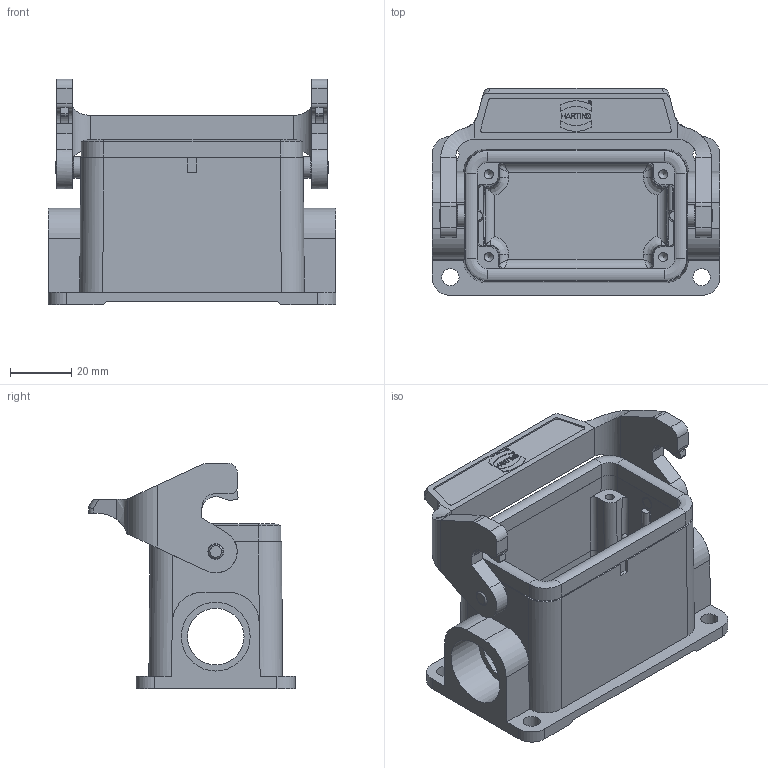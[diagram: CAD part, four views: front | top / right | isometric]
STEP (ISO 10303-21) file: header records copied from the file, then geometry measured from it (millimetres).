
FILE_DESCRIPTION(/* description */ (''),/* implementation_level */ '2;1');
FILE_NAME(/* name */ '100688861ugm000_b.stp',/* time_stamp */ '2019-08-01T07:57:48+02:00',/* author */ (''),/* organization */ (''),/* preprocessor_version */ 'ST-DEVELOPER v16.7',/* originating_system */ 'SIEMENS PLM Software NX 12.0',/* authorisation */ '');
FILE_SCHEMA (('AUTOMOTIVE_DESIGN { 1 0 10303 214 3 1 1 1 }'));
Length unit declared in the file: millimetre
Products named in the file (1): 100688861ugm000_b
Bounding box: 94 x 67.5 x 73.6 mm (x, y, z)
Volume: 87101 mm3; surface area: 42851.9 mm2
Topology: 2 solids, 2 shells, 423 faces, 1140 edges, 739 vertices
Faces by surface type: plane 248, cylinder 134, bspline 23, cone 12, torus 6
Full cylindrical faces by diameter (mm): 0.95 x1, 1.05 x1, 3 x4, 4 x2, 4.8 x2, 5.1 x2, 5.6 x4, 7 x2, 18.5 x2, 22.5 x2
Entity records: 15225 total; most frequent: CARTESIAN_POINT 3025, ORIENTED_EDGE 2168, DIRECTION 2122, EDGE_CURVE 1084, VERTEX_POINT 723, AXIS2_PLACEMENT_3D 708, LINE 706, VECTOR 706
